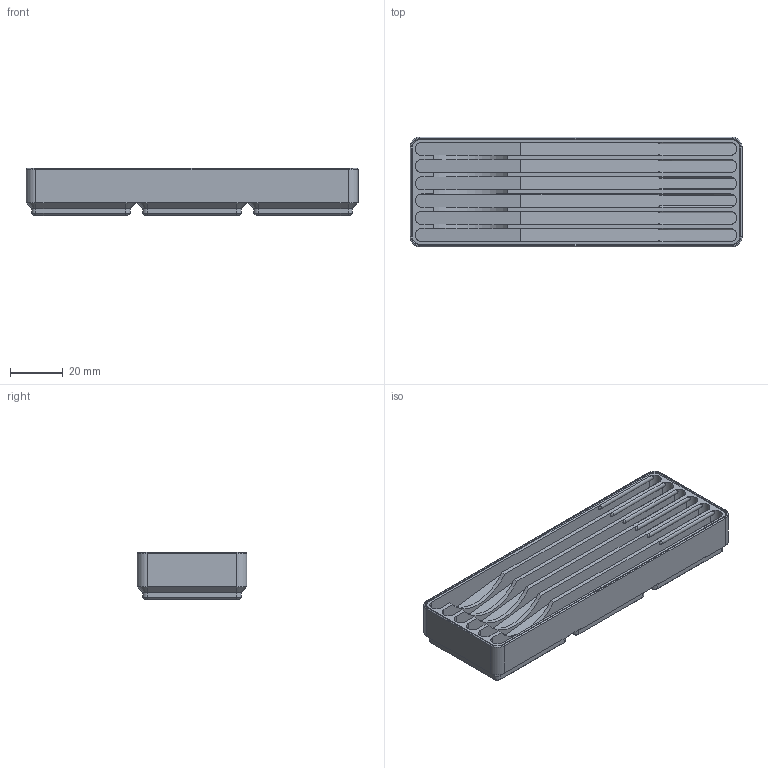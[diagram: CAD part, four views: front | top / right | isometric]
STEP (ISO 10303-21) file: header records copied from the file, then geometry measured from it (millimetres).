
FILE_DESCRIPTION(/* description */ ('STEP AP242','CAx-IF Rec.Pracs.---Representation and Presentation of Product Manufacturing Information (PMI)---4.0---2014-10-13','CAx-IF Rec.Pracs.---3D Tessellated Geometry---0.4---2014-09-14','2;1'),/* implementation_level */ '2;1');
FILE_NAME(/* name */ '648b9f1f668c3c4076571975',/* time_stamp */ '2023-06-15T23:30:39Z',/* author */ (''),/* organization */ (''),/* preprocessor_version */ 'ST-DEVELOPER v19.4',/* originating_system */ ' ',/* authorisation */ ' ');
FILE_SCHEMA (('AP242_MANAGED_MODEL_BASED_3D_ENGINEERING_MIM_LF { 1 0 10303 442 1 1 4 }'));
Length unit declared in the file: metre
Products named in the file (1): Box
Bounding box: 125.5 x 41.5 x 17.8 mm (x, y, z)
Volume: 54554.7 mm3; surface area: 28318.4 mm2
Topology: 1 solids, 1 shells, 286 faces, 694 edges, 424 vertices
Faces by surface type: plane 161, cylinder 77, cone 28, torus 20
Full cylindrical faces by diameter (mm): 3 x12, 6.4 x12
Entity records: 8094 total; most frequent: CARTESIAN_POINT 1549, DIRECTION 1414, ORIENTED_EDGE 1292, EDGE_CURVE 646, AXIS2_PLACEMENT_3D 513, VERTEX_POINT 400, LINE 388, VECTOR 388
